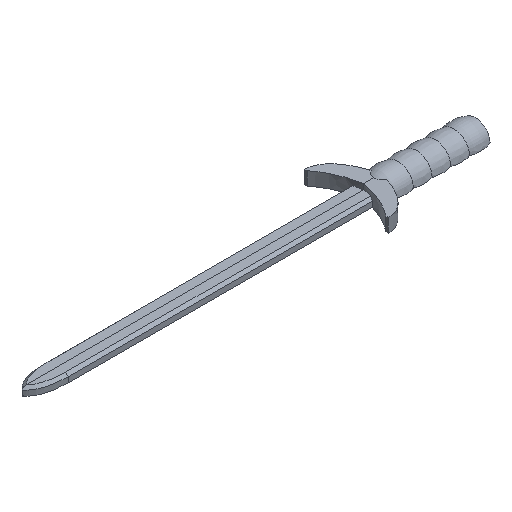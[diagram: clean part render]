
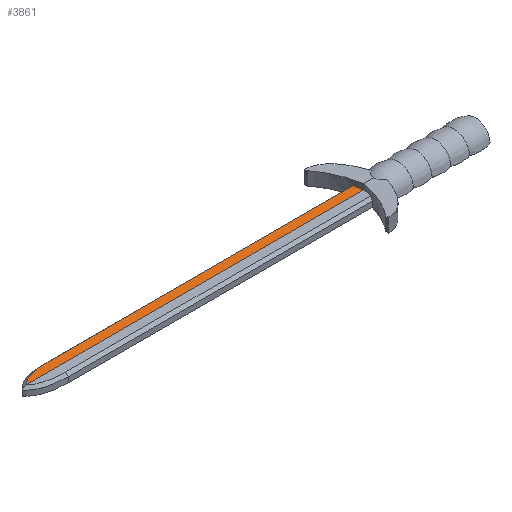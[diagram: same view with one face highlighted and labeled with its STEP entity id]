
A CAD part, isometric view. The second image highlights one B-rep face of the part: STEP entity #3861.
In plain terms, the highlighted planar face has unit normal (0, 0, 1).
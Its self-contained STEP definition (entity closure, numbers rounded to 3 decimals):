
#2859 = SURFACE_OF_LINEAR_EXTRUSION('',#2860,#2865);
#2860 = B_SPLINE_CURVE_WITH_KNOTS('',3,(#2861,#2862,#2863,#2864),
  .UNSPECIFIED.,.F.,.F.,(4,4),(0.,1.),.PIECEWISE_BEZIER_KNOTS.);
#2861 = CARTESIAN_POINT('',(0.,0.,0.));
#2862 = CARTESIAN_POINT('',(-1.51,9.364,0.));
#2863 = CARTESIAN_POINT('',(-6.416,14.734,0.));
#2864 = CARTESIAN_POINT('',(-6.416,14.734,0.));
#2865 = VECTOR('',#2866,1.);
#2866 = DIRECTION('',(-0.,-0.,-1.));
#3378 = EDGE_CURVE('',#3379,#3381,#3383,.T.);
#3379 = VERTEX_POINT('',#3380);
#3380 = CARTESIAN_POINT('',(0.,0.,3.));
#3381 = VERTEX_POINT('',#3382);
#3382 = CARTESIAN_POINT('',(-0.704,3.3,3.));
#3383 = SURFACE_CURVE('',#3384,(#3391,#3401),.PCURVE_S1.);
#3384 = B_SPLINE_CURVE_WITH_KNOTS('',5,(#3385,#3386,#3387,#3388,#3389,
    #3390),.UNSPECIFIED.,.F.,.F.,(6,6),(0.,1.),
  .PIECEWISE_BEZIER_KNOTS.);
#3385 = CARTESIAN_POINT('',(0.,0.,3.));
#3386 = CARTESIAN_POINT('',(-0.141,0.872,3.));
#3387 = CARTESIAN_POINT('',(-0.31,1.739,3.));
#3388 = CARTESIAN_POINT('',(-0.507,2.6,3.));
#3389 = CARTESIAN_POINT('',(-0.733,3.454,3.));
#3390 = CARTESIAN_POINT('',(-0.987,4.3,3.));
#3391 = PCURVE('',#2859,#3392);
#3392 = DEFINITIONAL_REPRESENTATION('',(#3393),#3400);
#3393 = B_SPLINE_CURVE_WITH_KNOTS('',5,(#3394,#3395,#3396,#3397,#3398,
    #3399),.UNSPECIFIED.,.F.,.F.,(6,6),(0.,1.),
  .PIECEWISE_BEZIER_KNOTS.);
#3394 = CARTESIAN_POINT('',(0.,-3.));
#3395 = CARTESIAN_POINT('',(0.031,-3.));
#3396 = CARTESIAN_POINT('',(0.063,-3.));
#3397 = CARTESIAN_POINT('',(0.096,-3.));
#3398 = CARTESIAN_POINT('',(0.13,-3.));
#3399 = CARTESIAN_POINT('',(0.165,-3.));
#3400 = ( GEOMETRIC_REPRESENTATION_CONTEXT(2) 
PARAMETRIC_REPRESENTATION_CONTEXT() REPRESENTATION_CONTEXT('2D SPACE',''
  ) );
#3401 = PCURVE('',#3402,#3407);
#3402 = PLANE('',#3403);
#3403 = AXIS2_PLACEMENT_3D('',#3404,#3405,#3406);
#3404 = CARTESIAN_POINT('',(-62.723,2.068,3.));
#3405 = DIRECTION('',(0.,0.,1.));
#3406 = DIRECTION('',(1.,0.,0.));
#3407 = DEFINITIONAL_REPRESENTATION('',(#3408),#3415);
#3408 = B_SPLINE_CURVE_WITH_KNOTS('',5,(#3409,#3410,#3411,#3412,#3413,
    #3414),.UNSPECIFIED.,.F.,.F.,(6,6),(0.,1.),
  .PIECEWISE_BEZIER_KNOTS.);
#3409 = CARTESIAN_POINT('',(62.723,-2.068));
#3410 = CARTESIAN_POINT('',(62.583,-1.196));
#3411 = CARTESIAN_POINT('',(62.414,-0.329));
#3412 = CARTESIAN_POINT('',(62.216,0.532));
#3413 = CARTESIAN_POINT('',(61.99,1.386));
#3414 = CARTESIAN_POINT('',(61.737,2.232));
#3415 = ( GEOMETRIC_REPRESENTATION_CONTEXT(2) 
PARAMETRIC_REPRESENTATION_CONTEXT() REPRESENTATION_CONTEXT('2D SPACE',''
  ) );
#3496 = PLANE('',#3497);
#3497 = AXIS2_PLACEMENT_3D('',#3498,#3499,#3500);
#3498 = CARTESIAN_POINT('',(-0.987,3.8,2.5));
#3499 = DIRECTION('',(0.,-0.707,-0.707));
#3500 = DIRECTION('',(-1.,0.,0.));
#3535 = PLANE('',#3536);
#3536 = AXIS2_PLACEMENT_3D('',#3537,#3538,#3539);
#3537 = CARTESIAN_POINT('',(-62.723,-2.068,3.));
#3538 = DIRECTION('',(0.,0.,1.));
#3539 = DIRECTION('',(-1.,-0.,-0.));
#3861 = ADVANCED_FACE('',(#3862),#3402,.T.);
#3862 = FACE_BOUND('',#3863,.T.);
#3863 = EDGE_LOOP('',(#3864,#3865,#3888,#3946));
#3864 = ORIENTED_EDGE('',*,*,#3378,.T.);
#3865 = ORIENTED_EDGE('',*,*,#3866,.T.);
#3866 = EDGE_CURVE('',#3381,#3867,#3869,.T.);
#3867 = VERTEX_POINT('',#3868);
#3868 = CARTESIAN_POINT('',(-115.,3.3,3.));
#3869 = SURFACE_CURVE('',#3870,(#3874,#3881),.PCURVE_S1.);
#3870 = LINE('',#3871,#3872);
#3871 = CARTESIAN_POINT('',(-0.987,3.3,3.));
#3872 = VECTOR('',#3873,1.);
#3873 = DIRECTION('',(-1.,0.,0.));
#3874 = PCURVE('',#3402,#3875);
#3875 = DEFINITIONAL_REPRESENTATION('',(#3876),#3880);
#3876 = LINE('',#3877,#3878);
#3877 = CARTESIAN_POINT('',(61.737,1.232));
#3878 = VECTOR('',#3879,1.);
#3879 = DIRECTION('',(-1.,0.));
#3880 = ( GEOMETRIC_REPRESENTATION_CONTEXT(2) 
PARAMETRIC_REPRESENTATION_CONTEXT() REPRESENTATION_CONTEXT('2D SPACE',''
  ) );
#3881 = PCURVE('',#3496,#3882);
#3882 = DEFINITIONAL_REPRESENTATION('',(#3883),#3887);
#3883 = LINE('',#3884,#3885);
#3884 = CARTESIAN_POINT('',(0.,-0.707));
#3885 = VECTOR('',#3886,1.);
#3886 = DIRECTION('',(1.,0.));
#3887 = ( GEOMETRIC_REPRESENTATION_CONTEXT(2) 
PARAMETRIC_REPRESENTATION_CONTEXT() REPRESENTATION_CONTEXT('2D SPACE',''
  ) );
#3888 = ORIENTED_EDGE('',*,*,#3889,.T.);
#3889 = EDGE_CURVE('',#3867,#3890,#3892,.T.);
#3890 = VERTEX_POINT('',#3891);
#3891 = CARTESIAN_POINT('',(-126.487,0.,3.));
#3892 = SURFACE_CURVE('',#3893,(#3904,#3918),.PCURVE_S1.);
#3893 = B_SPLINE_CURVE_WITH_KNOTS('',9,(#3894,#3895,#3896,#3897,#3898,
    #3899,#3900,#3901,#3902,#3903),.UNSPECIFIED.,.F.,.F.,(10,10),(
    114.013,126.71),.PIECEWISE_BEZIER_KNOTS.);
#3894 = CARTESIAN_POINT('',(-115.,3.3,3.));
#3895 = CARTESIAN_POINT('',(-116.832,3.3,3.));
#3896 = CARTESIAN_POINT('',(-118.527,3.206,3.));
#3897 = CARTESIAN_POINT('',(-120.084,3.018,3.));
#3898 = CARTESIAN_POINT('',(-121.489,2.737,3.));
#3899 = CARTESIAN_POINT('',(-122.743,2.354,3.));
#3900 = CARTESIAN_POINT('',(-123.827,1.883,3.));
#3901 = CARTESIAN_POINT('',(-124.785,1.334,3.));
#3902 = CARTESIAN_POINT('',(-125.652,0.701,3.));
#3903 = CARTESIAN_POINT('',(-126.487,0.,3.));
#3904 = PCURVE('',#3402,#3905);
#3905 = DEFINITIONAL_REPRESENTATION('',(#3906),#3917);
#3906 = B_SPLINE_CURVE_WITH_KNOTS('',9,(#3907,#3908,#3909,#3910,#3911,
    #3912,#3913,#3914,#3915,#3916),.UNSPECIFIED.,.F.,.F.,(10,10),(
    114.013,126.71),.PIECEWISE_BEZIER_KNOTS.);
#3907 = CARTESIAN_POINT('',(-52.277,1.232));
#3908 = CARTESIAN_POINT('',(-54.108,1.232));
#3909 = CARTESIAN_POINT('',(-55.804,1.138));
#3910 = CARTESIAN_POINT('',(-57.36,0.95));
#3911 = CARTESIAN_POINT('',(-58.766,0.669));
#3912 = CARTESIAN_POINT('',(-60.02,0.286));
#3913 = CARTESIAN_POINT('',(-61.104,-0.185));
#3914 = CARTESIAN_POINT('',(-62.062,-0.734));
#3915 = CARTESIAN_POINT('',(-62.929,-1.367));
#3916 = CARTESIAN_POINT('',(-63.764,-2.068));
#3917 = ( GEOMETRIC_REPRESENTATION_CONTEXT(2) 
PARAMETRIC_REPRESENTATION_CONTEXT() REPRESENTATION_CONTEXT('2D SPACE',''
  ) );
#3918 = PCURVE('',#3919,#3940);
#3919 = B_SPLINE_SURFACE_WITH_KNOTS('',1,9,(
    (#3920,#3921,#3922,#3923,#3924,#3925,#3926,#3927,#3928,#3929)
    ,(#3930,#3931,#3932,#3933,#3934,#3935,#3936,#3937,#3938,#3939
  )),.UNSPECIFIED.,.F.,.F.,.F.,(2,2),(10,10),(0.,12.697),(
    114.013,126.71),.PIECEWISE_BEZIER_KNOTS.);
#3920 = CARTESIAN_POINT('',(-115.,3.3,3.));
#3921 = CARTESIAN_POINT('',(-116.832,3.3,3.));
#3922 = CARTESIAN_POINT('',(-118.527,3.206,3.));
#3923 = CARTESIAN_POINT('',(-120.084,3.018,3.));
#3924 = CARTESIAN_POINT('',(-121.489,2.737,3.));
#3925 = CARTESIAN_POINT('',(-122.743,2.354,3.));
#3926 = CARTESIAN_POINT('',(-123.827,1.883,3.));
#3927 = CARTESIAN_POINT('',(-124.785,1.334,3.));
#3928 = CARTESIAN_POINT('',(-125.652,0.701,3.));
#3929 = CARTESIAN_POINT('',(-126.487,0.,3.));
#3930 = CARTESIAN_POINT('',(-115.,4.3,2.));
#3931 = CARTESIAN_POINT('',(-116.877,4.3,2.));
#3932 = CARTESIAN_POINT('',(-118.625,4.204,
    2.));
#3933 = CARTESIAN_POINT('',(-120.242,4.009,
    2.001));
#3934 = CARTESIAN_POINT('',(-121.723,3.724,
    1.998));
#3935 = CARTESIAN_POINT('',(-123.062,3.332,
    2.005));
#3936 = CARTESIAN_POINT('',(-124.259,2.873,
    1.993));
#3937 = CARTESIAN_POINT('',(-125.364,2.301,2.01
    ));
#3938 = CARTESIAN_POINT('',(-126.343,1.625,
    2.01));
#3939 = CARTESIAN_POINT('',(-127.195,0.842,
    2.005));
#3940 = DEFINITIONAL_REPRESENTATION('',(#3941),#3945);
#3941 = LINE('',#3942,#3943);
#3942 = CARTESIAN_POINT('',(0.,0.));
#3943 = VECTOR('',#3944,1.);
#3944 = DIRECTION('',(0.,1.));
#3945 = ( GEOMETRIC_REPRESENTATION_CONTEXT(2) 
PARAMETRIC_REPRESENTATION_CONTEXT() REPRESENTATION_CONTEXT('2D SPACE',''
  ) );
#3946 = ORIENTED_EDGE('',*,*,#3947,.T.);
#3947 = EDGE_CURVE('',#3890,#3379,#3948,.T.);
#3948 = SURFACE_CURVE('',#3949,(#3953,#3960),.PCURVE_S1.);
#3949 = LINE('',#3950,#3951);
#3950 = CARTESIAN_POINT('',(-128.,0.,3.));
#3951 = VECTOR('',#3952,1.);
#3952 = DIRECTION('',(1.,0.,0.));
#3953 = PCURVE('',#3402,#3954);
#3954 = DEFINITIONAL_REPRESENTATION('',(#3955),#3959);
#3955 = LINE('',#3956,#3957);
#3956 = CARTESIAN_POINT('',(-65.277,-2.068));
#3957 = VECTOR('',#3958,1.);
#3958 = DIRECTION('',(1.,0.));
#3959 = ( GEOMETRIC_REPRESENTATION_CONTEXT(2) 
PARAMETRIC_REPRESENTATION_CONTEXT() REPRESENTATION_CONTEXT('2D SPACE',''
  ) );
#3960 = PCURVE('',#3535,#3961);
#3961 = DEFINITIONAL_REPRESENTATION('',(#3962),#3966);
#3962 = LINE('',#3963,#3964);
#3963 = CARTESIAN_POINT('',(65.277,-2.068));
#3964 = VECTOR('',#3965,1.);
#3965 = DIRECTION('',(-1.,-0.));
#3966 = ( GEOMETRIC_REPRESENTATION_CONTEXT(2) 
PARAMETRIC_REPRESENTATION_CONTEXT() REPRESENTATION_CONTEXT('2D SPACE',''
  ) );
